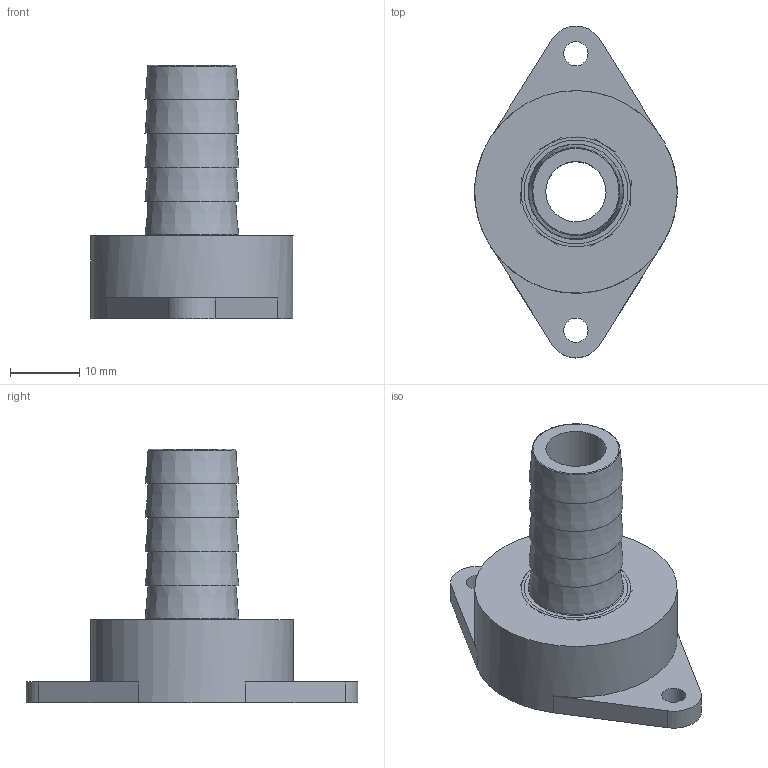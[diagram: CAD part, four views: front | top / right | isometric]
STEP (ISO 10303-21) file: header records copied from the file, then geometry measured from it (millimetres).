
FILE_DESCRIPTION(/* description */ (''),/* implementation_level */ '2;1');
FILE_NAME(/* name */ 'Emergency Barb2.ipt.stp',/* time_stamp */ '2020-04-08T23:48:54-04:00',/* author */ ('angusaitken'),/* organization */ (''),/* preprocessor_version */ 'ST-DEVELOPER v18',/* originating_system */ 'Autodesk Inventor 2020',/* authorisation */ '');
FILE_SCHEMA (('AUTOMOTIVE_DESIGN { 1 0 10303 214 3 1 1 }'));
Products named in the file (3): Assembly3; Emergency Barb; 5346K220_BRASS BARBED HOSE FITTING
Assembly tree (2 placements, depth 2):
  Assembly3
    Emergency Barb
    5346K220_BRASS BARBED HOSE FITTING
Bounding box: 29.28 x 48 x 36.64 mm (x, y, z)
Volume: 7483.1 mm3; surface area: 5787.6 mm2
Topology: 2 solids, 2 shells, 43 faces, 107 edges, 74 vertices
Faces by surface type: plane 22, cone 11, cylinder 8, torus 2
Full cylindrical faces by diameter (mm): 3.5 x2, 8.712 x1, 15 x1, 22 x1, 29.3 x1
Entity records: 1432 total; most frequent: CARTESIAN_POINT 253, DIRECTION 247, ORIENTED_EDGE 214, EDGE_CURVE 107, AXIS2_PLACEMENT_3D 104, VERTEX_POINT 74, EDGE_LOOP 57, CIRCLE 56
